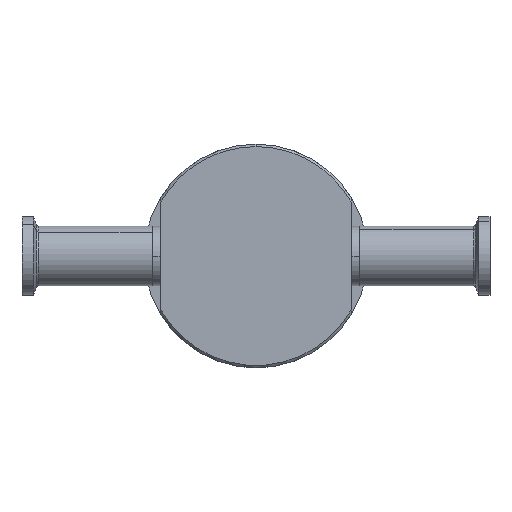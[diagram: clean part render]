
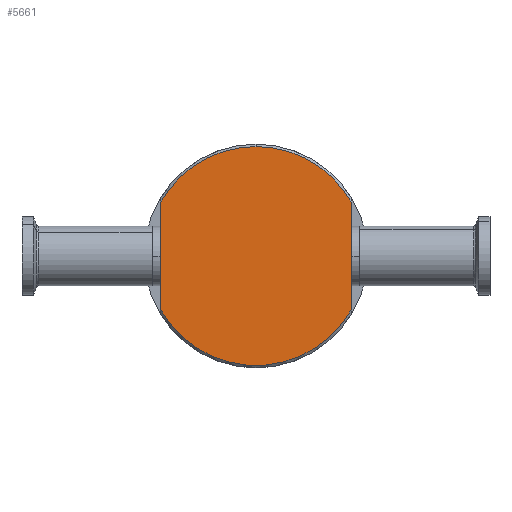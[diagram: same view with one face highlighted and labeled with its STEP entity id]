
A CAD part, front view. The second image highlights one B-rep face of the part: STEP entity #5661.
In plain terms, the highlighted planar face has unit normal (0, -1, 0).
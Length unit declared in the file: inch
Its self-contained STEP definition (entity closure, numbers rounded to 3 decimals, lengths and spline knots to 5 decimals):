
#107 = ORIENTED_EDGE ( 'NONE', *, *, #4869, .F. ) ;
#538 = LINE ( 'NONE', #4651, #4054 ) ;
#565 = VERTEX_POINT ( 'NONE', #2263 ) ;
#596 = CARTESIAN_POINT ( 'NONE',  ( -1.2, 0., 0. ) ) ;
#694 = CARTESIAN_POINT ( 'NONE',  ( 1.2, 0., 0.66098 ) ) ;
#777 = CIRCLE ( 'NONE', #3511, 1.37 ) ;
#925 = EDGE_CURVE ( 'NONE', #4893, #6067, #3051, .T. ) ;
#1015 = DIRECTION ( 'NONE',  ( 0., 0., -1. ) ) ;
#1116 = EDGE_CURVE ( 'NONE', #565, #6067, #3519, .T. ) ;
#1143 = ORIENTED_EDGE ( 'NONE', *, *, #6033, .T. ) ;
#1573 = DIRECTION ( 'NONE',  ( 0., 0., 1. ) ) ;
#1618 = VECTOR ( 'NONE', #1573, 39.37008 ) ;
#1764 = CARTESIAN_POINT ( 'NONE',  ( 0., 0., 1.37 ) ) ;
#1790 = ORIENTED_EDGE ( 'NONE', *, *, #925, .T. ) ;
#1905 = DIRECTION ( 'NONE',  ( 0., -1., 0. ) ) ;
#1945 = CARTESIAN_POINT ( 'NONE',  ( 0., 0., 0. ) ) ;
#2263 = CARTESIAN_POINT ( 'NONE',  ( -1.2, 0., -0.66098 ) ) ;
#2678 = CIRCLE ( 'NONE', #3305, 1.37 ) ;
#2753 = DIRECTION ( 'NONE',  ( 0., -1., 0. ) ) ;
#2786 = CARTESIAN_POINT ( 'NONE',  ( 0., 0., 0. ) ) ;
#2931 = DIRECTION ( 'NONE',  ( 0., 0., -1. ) ) ;
#2936 = DIRECTION ( 'NONE',  ( 0., 0., -1. ) ) ;
#3051 = CIRCLE ( 'NONE', #4371, 1.37 ) ;
#3305 = AXIS2_PLACEMENT_3D ( 'NONE', #2786, #2753, #4265 ) ;
#3364 = EDGE_CURVE ( 'NONE', #4753, #4893, #2678, .T. ) ;
#3398 = DIRECTION ( 'NONE',  ( 0., -1., 0. ) ) ;
#3511 = AXIS2_PLACEMENT_3D ( 'NONE', #1945, #3398, #2936 ) ;
#3519 = LINE ( 'NONE', #596, #1618 ) ;
#3719 = EDGE_LOOP ( 'NONE', ( #5835, #1143, #107, #6239, #1790 ) ) ;
#3718 = DIRECTION ( 'NONE',  ( 0., 0., -1. ) ) ;
#3890 = CARTESIAN_POINT ( 'NONE',  ( -1.2, 0., 0.66098 ) ) ;
#3931 = DIRECTION ( 'NONE',  ( 0., -1., 0. ) ) ;
#4054 = VECTOR ( 'NONE', #3718, 39.37008 ) ;
#4265 = DIRECTION ( 'NONE',  ( 0., 0., -1. ) ) ;
#4298 = VERTEX_POINT ( 'NONE', #4777 ) ;
#4332 = CARTESIAN_POINT ( 'NONE',  ( 0., 0., 0. ) ) ;
#4371 = AXIS2_PLACEMENT_3D ( 'NONE', #5003, #3931, #1015 ) ;
#4651 = CARTESIAN_POINT ( 'NONE',  ( 1.2, 0., 0. ) ) ;
#4753 = VERTEX_POINT ( 'NONE', #694 ) ;
#4777 = CARTESIAN_POINT ( 'NONE',  ( 1.2, 0., -0.66098 ) ) ;
#4869 = EDGE_CURVE ( 'NONE', #4753, #4298, #538, .T. ) ;
#4893 = VERTEX_POINT ( 'NONE', #1764 ) ;
#5003 = CARTESIAN_POINT ( 'NONE',  ( 0., 0., 0. ) ) ;
#5264 = PLANE ( 'NONE',  #5506 ) ;
#5506 = AXIS2_PLACEMENT_3D ( 'NONE', #4332, #1905, #2931 ) ;
#5594 = FACE_OUTER_BOUND ( 'NONE', #3719, .T. ) ;
#5661 = ADVANCED_FACE ( 'NONE', ( #5594 ), #5264, .T. ) ;
#5835 = ORIENTED_EDGE ( 'NONE', *, *, #1116, .F. ) ;
#6033 = EDGE_CURVE ( 'NONE', #565, #4298, #777, .T. ) ;
#6067 = VERTEX_POINT ( 'NONE', #3890 ) ;
#6239 = ORIENTED_EDGE ( 'NONE', *, *, #3364, .T. ) ;
